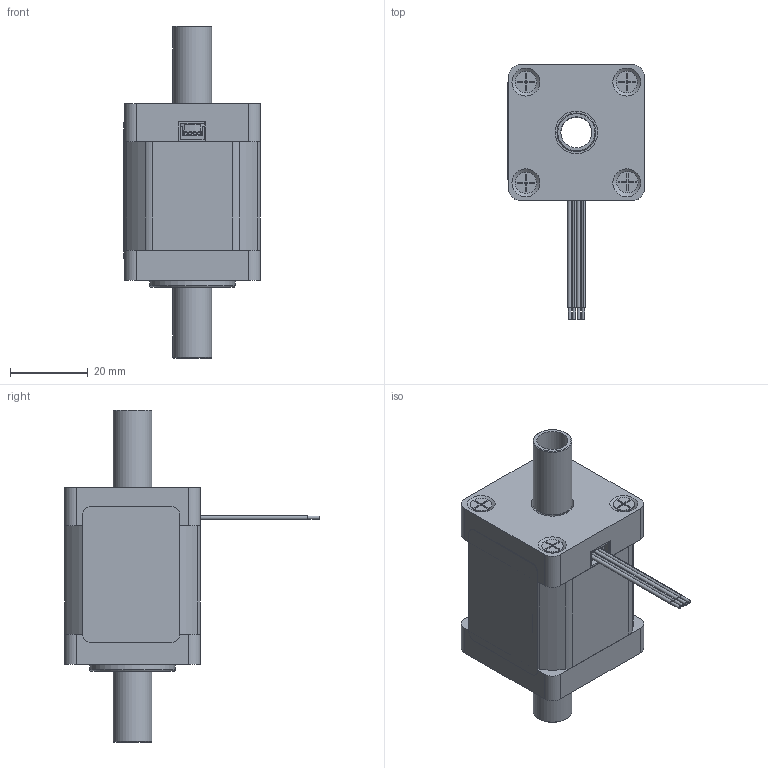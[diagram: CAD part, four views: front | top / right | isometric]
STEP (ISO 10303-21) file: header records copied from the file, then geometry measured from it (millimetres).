
FILE_DESCRIPTION(/* description */ (''),/* implementation_level */ '2;1');
FILE_NAME(/* name */ '14HS2045-4D-100.stp',/* time_stamp */ '2020-08-24T15:38:24+08:00',/* author */ ('dzp-qch5853'),/* organization */ (''),/* preprocessor_version */ 'ST-DEVELOPER v16.1',/* originating_system */ 'Autodesk Inventor 2016',/* authorisation */ '');
FILE_SCHEMA (('AUTOMOTIVE_DESIGN { 1 0 10303 214 3 1 1 }'));
Length unit declared in the file: millimetre
Products named in the file (18): 01-005前盖; 01-006后盖; 15-001-25（14H2047漆包线）; 02-015（14H2047铁芯）; 12-016-1（14H2035后骨架）; 12-016-2（14H2047前骨架）; 09-007-1（红）; 09-007-2（红白）; 09-007-3（绿）; 09-007-4（绿白）; 02-016-2（1A定子总成）; 06-008预紧; 07-010轴承; 10-003（调整垫）; 12-006护线套; 11-006（M3X41平头）; 42双厚铭牌; 14H2045-4D-100-001
Assembly tree (21 placements, depth 3):
  14H2045-4D-100-001
    01-005前盖
    01-006后盖
    02-016-2（1A定子总成）
      15-001-25（14H2047漆包线）
      02-015（14H2047铁芯）
      12-016-1（14H2035后骨架）
      12-016-2（14H2047前骨架）
      09-007-1（红）
      09-007-2（红白）
      09-007-3（绿）
      09-007-4（绿白）
    06-008预紧
    07-010轴承  x2
    10-003（调整垫）
    12-006护线套
    11-006（M3X41平头）  x4
    42双厚铭牌
Bounding box: 35.2 x 65.7 x 85.6 mm (x, y, z)
Volume: 30828.8 mm3; surface area: 48936.1 mm2
Topology: 26 solids, 26 shells, 1407 faces, 3927 edges, 2554 vertices
Faces by surface type: plane 742, cylinder 619, cone 21, torus 17, bspline 8
Full cylindrical faces by diameter (mm): 0.8 x4, 1 x18, 2 x2, 2.9 x4, 3 x4, 3.2 x4, 3.4 x4, 5.5 x4, 8 x2, 10 x4, 10.5 x1, 11 x1, 11.9 x2, 12 x2, 14 x1, 16 x1, 17 x2, 17.1 x2, 18 x1, 19 x6, 21.91 x2, 22 x1, 22.2 x2, 23 x2, 30 x1
Entity records: 45942 total; most frequent: CARTESIAN_POINT 10243, DIRECTION 7722, ORIENTED_EDGE 7196, EDGE_CURVE 3598, AXIS2_PLACEMENT_3D 2772, VERTEX_POINT 2391, LINE 2178, VECTOR 2178
